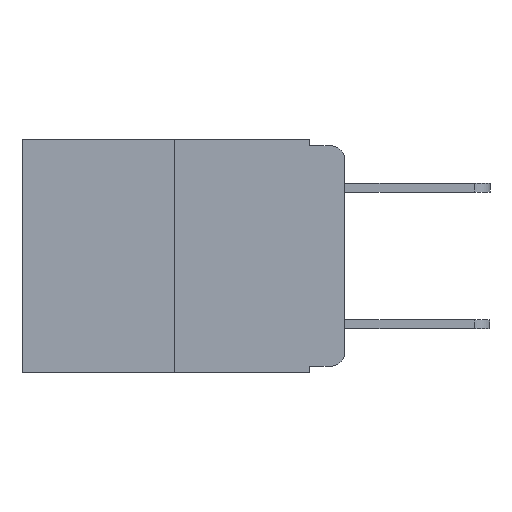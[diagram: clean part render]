
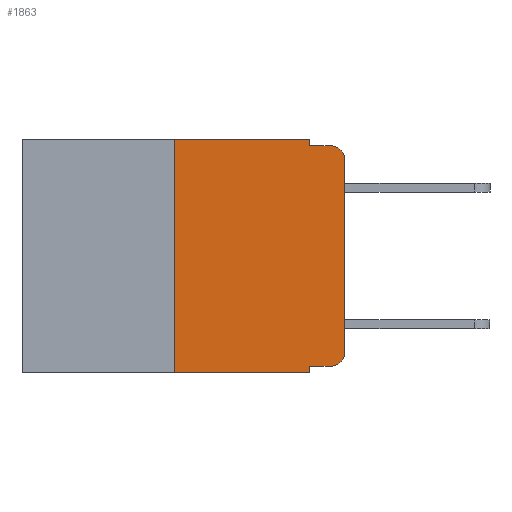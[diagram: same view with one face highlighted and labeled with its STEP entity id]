
A CAD part, left-side view. The second image highlights one B-rep face of the part: STEP entity #1863.
In plain terms, the highlighted planar face has unit normal (-1, 0, 0).
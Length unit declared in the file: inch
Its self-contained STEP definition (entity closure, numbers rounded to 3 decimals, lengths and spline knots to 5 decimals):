
#74 = DIRECTION ( 'NONE',  ( 0., -1., 0. ) ) ;
#107 = EDGE_CURVE ( 'NONE', #13633, #15863, #17693, .T. ) ;
#111 = EDGE_CURVE ( 'NONE', #14877, #19933, #8470, .T. ) ;
#161 = LINE ( 'NONE', #9031, #13443 ) ;
#353 = EDGE_LOOP ( 'NONE', ( #1459, #6434, #9455, #2239, #21951, #19865, #1437, #1378, #13786, #6453 ) ) ;
#1016 = LINE ( 'NONE', #5342, #14336 ) ;
#1172 = CARTESIAN_POINT ( 'NONE',  ( 0., 0.051, -0.01 ) ) ;
#1212 = VECTOR ( 'NONE', #18524, 39.37008 ) ;
#1378 = ORIENTED_EDGE ( 'NONE', *, *, #18632, .F. ) ;
#1437 = ORIENTED_EDGE ( 'NONE', *, *, #14053, .T. ) ;
#1459 = ORIENTED_EDGE ( 'NONE', *, *, #15227, .T. ) ;
#1863 = ADVANCED_FACE ( 'NONE', ( #19008 ), #7252, .F. ) ;
#2239 = ORIENTED_EDGE ( 'NONE', *, *, #20678, .F. ) ;
#2295 = CARTESIAN_POINT ( 'NONE',  ( 0., 0.02, -0.01 ) ) ;
#2369 = CARTESIAN_POINT ( 'NONE',  ( 0., 0., -0.03 ) ) ;
#3238 = DIRECTION ( 'NONE',  ( -1., 0., 0. ) ) ;
#3833 = VECTOR ( 'NONE', #9162, 39.37008 ) ;
#4301 = CARTESIAN_POINT ( 'NONE',  ( 0., 0.25, 0. ) ) ;
#4396 = VECTOR ( 'NONE', #8844, 39.37008 ) ;
#5084 = EDGE_CURVE ( 'NONE', #15884, #15863, #9976, .T. ) ;
#5329 = DIRECTION ( 'NONE',  ( 1., 0., 0. ) ) ;
#5342 = CARTESIAN_POINT ( 'NONE',  ( 0., 0.051, 0. ) ) ;
#6108 = CARTESIAN_POINT ( 'NONE',  ( 0., 0.25, 0. ) ) ;
#6378 = CARTESIAN_POINT ( 'NONE',  ( 0., 0.051, 0. ) ) ;
#6434 = ORIENTED_EDGE ( 'NONE', *, *, #5084, .T. ) ;
#6453 = ORIENTED_EDGE ( 'NONE', *, *, #9869, .T. ) ;
#6652 = VECTOR ( 'NONE', #14738, 39.37008 ) ;
#7065 = CARTESIAN_POINT ( 'NONE',  ( 0., 0.473, 0. ) ) ;
#7252 = PLANE ( 'NONE',  #21724 ) ;
#7693 = VERTEX_POINT ( 'NONE', #18456 ) ;
#8228 = CARTESIAN_POINT ( 'NONE',  ( 0., 0.051, -0.333 ) ) ;
#8330 = CARTESIAN_POINT ( 'NONE',  ( 0., 0.02, -0.333 ) ) ;
#8470 = LINE ( 'NONE', #7065, #17173 ) ;
#8844 = DIRECTION ( 'NONE',  ( 0., 0., 1. ) ) ;
#9029 = CARTESIAN_POINT ( 'NONE',  ( 0., 0.02, -0.313 ) ) ;
#9031 = CARTESIAN_POINT ( 'NONE',  ( 0., 0.473, -0.343 ) ) ;
#9162 = DIRECTION ( 'NONE',  ( 0., -1., 0. ) ) ;
#9455 = ORIENTED_EDGE ( 'NONE', *, *, #107, .F. ) ;
#9869 = EDGE_CURVE ( 'NONE', #21413, #12122, #13617, .T. ) ;
#9976 = CIRCLE ( 'NONE', #10062, 0.02 ) ;
#10062 = AXIS2_PLACEMENT_3D ( 'NONE', #13646, #3238, #15416 ) ;
#10703 = LINE ( 'NONE', #4301, #6652 ) ;
#10756 = DIRECTION ( 'NONE',  ( 0., 0., -1. ) ) ;
#11581 = AXIS2_PLACEMENT_3D ( 'NONE', #9029, #21126, #10756 ) ;
#12122 = VERTEX_POINT ( 'NONE', #17508 ) ;
#13028 = CARTESIAN_POINT ( 'NONE',  ( 0., 0.051, -0.01 ) ) ;
#13278 = DIRECTION ( 'NONE',  ( 0., -1., 0. ) ) ;
#13443 = VECTOR ( 'NONE', #14364, 39.37008 ) ;
#13617 = CIRCLE ( 'NONE', #11581, 0.02 ) ;
#13633 = VERTEX_POINT ( 'NONE', #1172 ) ;
#13646 = CARTESIAN_POINT ( 'NONE',  ( 0., 0.02, -0.03 ) ) ;
#13688 = LINE ( 'NONE', #20791, #21742 ) ;
#13786 = ORIENTED_EDGE ( 'NONE', *, *, #21559, .T. ) ;
#13974 = LINE ( 'NONE', #6378, #1212 ) ;
#14053 = EDGE_CURVE ( 'NONE', #17810, #7693, #161, .T. ) ;
#14189 = EDGE_CURVE ( 'NONE', #17810, #14877, #10703, .T. ) ;
#14336 = VECTOR ( 'NONE', #20943, 39.37008 ) ;
#14364 = DIRECTION ( 'NONE',  ( 0., -1., 0. ) ) ;
#14738 = DIRECTION ( 'NONE',  ( 0., 0., 1. ) ) ;
#14877 = VERTEX_POINT ( 'NONE', #6108 ) ;
#15227 = EDGE_CURVE ( 'NONE', #12122, #15884, #18276, .T. ) ;
#15416 = DIRECTION ( 'NONE',  ( 0., 0., -1. ) ) ;
#15863 = VERTEX_POINT ( 'NONE', #2295 ) ;
#15884 = VERTEX_POINT ( 'NONE', #2369 ) ;
#16280 = CARTESIAN_POINT ( 'NONE',  ( 0., 0.051, 0. ) ) ;
#16934 = CARTESIAN_POINT ( 'NONE',  ( 0., 0.25, -0.343 ) ) ;
#17173 = VECTOR ( 'NONE', #13278, 39.37008 ) ;
#17508 = CARTESIAN_POINT ( 'NONE',  ( 0., 0., -0.313 ) ) ;
#17693 = LINE ( 'NONE', #13028, #3833 ) ;
#17810 = VERTEX_POINT ( 'NONE', #16934 ) ;
#17881 = CARTESIAN_POINT ( 'NONE',  ( 0., 0.473, 0. ) ) ;
#18276 = LINE ( 'NONE', #19227, #4396 ) ;
#18456 = CARTESIAN_POINT ( 'NONE',  ( 0., 0.051, -0.343 ) ) ;
#18524 = DIRECTION ( 'NONE',  ( 0., 0., -1. ) ) ;
#18632 = EDGE_CURVE ( 'NONE', #19039, #7693, #1016, .T. ) ;
#19008 = FACE_OUTER_BOUND ( 'NONE', #353, .T. ) ;
#19039 = VERTEX_POINT ( 'NONE', #8228 ) ;
#19227 = CARTESIAN_POINT ( 'NONE',  ( 0., 0., 0. ) ) ;
#19443 = DIRECTION ( 'NONE',  ( 0., 0., -1. ) ) ;
#19865 = ORIENTED_EDGE ( 'NONE', *, *, #14189, .F. ) ;
#19933 = VERTEX_POINT ( 'NONE', #16280 ) ;
#20678 = EDGE_CURVE ( 'NONE', #19933, #13633, #13974, .T. ) ;
#20791 = CARTESIAN_POINT ( 'NONE',  ( 0., 0.051, -0.333 ) ) ;
#20943 = DIRECTION ( 'NONE',  ( 0., 0., -1. ) ) ;
#21126 = DIRECTION ( 'NONE',  ( -1., 0., 0. ) ) ;
#21413 = VERTEX_POINT ( 'NONE', #8330 ) ;
#21559 = EDGE_CURVE ( 'NONE', #19039, #21413, #13688, .T. ) ;
#21724 = AXIS2_PLACEMENT_3D ( 'NONE', #17881, #5329, #19443 ) ;
#21742 = VECTOR ( 'NONE', #74, 39.37008 ) ;
#21951 = ORIENTED_EDGE ( 'NONE', *, *, #111, .F. ) ;
